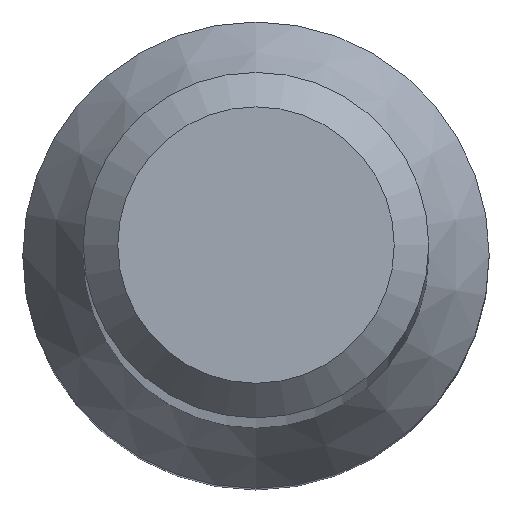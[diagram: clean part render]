
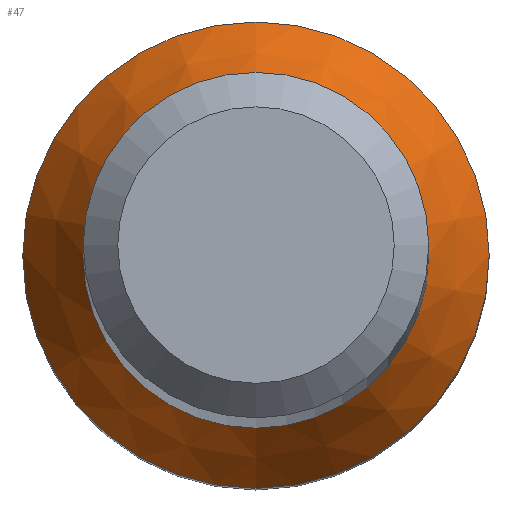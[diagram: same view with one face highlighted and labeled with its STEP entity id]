
A CAD part, top view. The second image highlights one B-rep face of the part: STEP entity #47.
In plain terms, the highlighted conical face has half-angle 30 degrees and reference radius 4.05 mm.
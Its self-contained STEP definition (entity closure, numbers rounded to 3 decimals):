
#3 = CONICAL_SURFACE ( 'NONE', #203, 4.05, 0.524 ) ;
#6 = EDGE_CURVE ( 'NONE', #108, #108, #13, .T. ) ;
#13 = CIRCLE ( 'NONE', #95, 4.05 ) ;
#17 = DIRECTION ( 'NONE',  ( 0., 0., -1. ) ) ;
#27 = DIRECTION ( 'NONE',  ( 0., 0., -1. ) ) ;
#47 = ADVANCED_FACE ( 'NONE', ( #234, #229 ), #3, .T. ) ;
#81 = CARTESIAN_POINT ( 'NONE',  ( 0., 0., 16. ) ) ;
#95 = AXIS2_PLACEMENT_3D ( 'NONE', #81, #17, #106 ) ;
#99 = AXIS2_PLACEMENT_3D ( 'NONE', #224, #27, #137 ) ;
#100 = DIRECTION ( 'NONE',  ( 0., 0., -1. ) ) ;
#106 = DIRECTION ( 'NONE',  ( 0., 1., 0. ) ) ;
#108 = VERTEX_POINT ( 'NONE', #209 ) ;
#111 = CARTESIAN_POINT ( 'NONE',  ( 0., 0., 16. ) ) ;
#128 = ORIENTED_EDGE ( 'NONE', *, *, #6, .F. ) ;
#137 = DIRECTION ( 'NONE',  ( 0., 1., 0. ) ) ;
#161 = ORIENTED_EDGE ( 'NONE', *, *, #214, .T. ) ;
#167 = CARTESIAN_POINT ( 'NONE',  ( 0., 3., 17.819 ) ) ;
#175 = EDGE_LOOP ( 'NONE', ( #128 ) ) ;
#182 = VERTEX_POINT ( 'NONE', #167 ) ;
#186 = CIRCLE ( 'NONE', #99, 3. ) ;
#203 = AXIS2_PLACEMENT_3D ( 'NONE', #111, #100, #219 ) ;
#209 = CARTESIAN_POINT ( 'NONE',  ( 0., 4.05, 16. ) ) ;
#214 = EDGE_CURVE ( 'NONE', #182, #182, #186, .T. ) ;
#218 = EDGE_LOOP ( 'NONE', ( #161 ) ) ;
#219 = DIRECTION ( 'NONE',  ( 0., 1., 0. ) ) ;
#224 = CARTESIAN_POINT ( 'NONE',  ( 0., 0., 17.819 ) ) ;
#229 = FACE_OUTER_BOUND ( 'NONE', #175, .T. ) ;
#234 = FACE_BOUND ( 'NONE', #218, .T. ) ;
